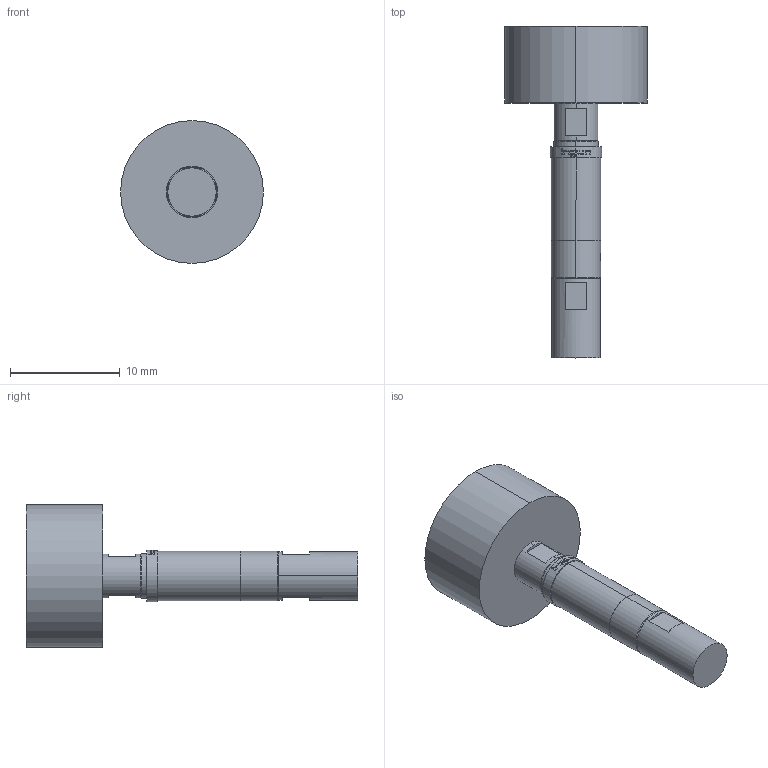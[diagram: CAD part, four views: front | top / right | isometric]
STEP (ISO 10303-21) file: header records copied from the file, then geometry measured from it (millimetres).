
FILE_DESCRIPTION (( 'STEP AP203' ), '1' );
FILE_NAME ('INGUN_HFS-4x0_303_150_A_xx43_QN.STEP', '2022-04-26T12:22:38', ( 'ochi' ), ( '' ), 'SwSTEP 2.0', 'SolidWorks 2018', '' );
FILE_SCHEMA (( 'CONFIG_CONTROL_DESIGN' ));
Length unit declared in the file: millimetre
Products named in the file (1): INGUN_HFS-4x0_303_150_A_xx43_QN
Bounding box: 13 x 30.2 x 13 mm (x, y, z)
Volume: 682.4 mm3; surface area: 1110.2 mm2
Topology: 1 solids, 1 shells, 132 faces, 322 edges, 209 vertices
Faces by surface type: plane 53, bspline 35, cylinder 34, cone 6, torus 4
Entity records: 4887 total; most frequent: CARTESIAN_POINT 2128, ORIENTED_EDGE 640, DIRECTION 398, EDGE_CURVE 320, VERTEX_POINT 209, B_SPLINE_CURVE_WITH_KNOTS 193, AXIS2_PLACEMENT_3D 173, EDGE_LOOP 151
